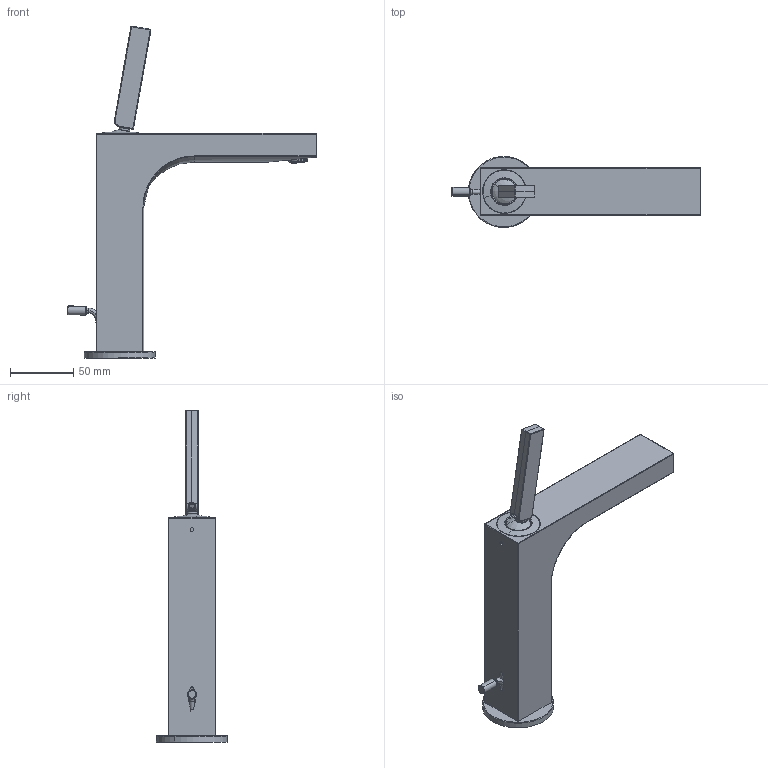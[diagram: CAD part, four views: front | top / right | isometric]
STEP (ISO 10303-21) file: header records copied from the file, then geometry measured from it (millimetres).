
FILE_DESCRIPTION(('CAx-IF Rec.Pracs.---Model Styling and Organization---1.2---2011-12-15','CAx-IF Rec.Pracs.---Geometric and Assembly Validation Properties---4.1---2014-06-16','CAx-IF Rec.Pracs.---PMI Polyline Presentation---2.0---2013-05-24'),'2;1');
FILE_NAME('1000073636_PPR_000.stp','2021-02-19T11:17:23+01:00',(''),(''),'STEP Interface 4.3 by CT CoreTechnologie','3D_Evolution4.3 by CT CoreTechnologie','');
FILE_SCHEMA(('AP203_CONFIGURATION_CONTROLLED_3D_DESIGN_OF_MECHANICAL_PARTS_AND_ASSEMBLIES_MIM_LF'));
Length unit declared in the file: millimetre
Products named in the file (11): P_2 AXM Citterio Waschtischmischer 1000073636_PPR_000_A1; P_2 Gk WTM Citterio 2 1000073655_PPA_000_A0; P_2 Abdeckring WTM Citterio 2 1000083316_PPA_000_A0; P_2 Gleitstueck WTM Citterio 2 1000083323_PPA_000_A0; P_2 Griff  AX Citterio 1000073658_PPA_000_A0; Gewindestift mit Zapfen DIN915-M6x6-A2 1000000103_PPA_000_A0; SR_SL_M24x1_CC_SSR_1,5gpm-lam_gruen 1000056184_PPA_000_A0; P_2 Zugst kpl WTM HWBM BDM Citterio (R02 1000073659_PPR_000_A1; P_2 Universalzugstange D4 gebogen 1000073664_PPA_000_A1; Zugknopf WTM, HWBM, BDM Citterio 1000002432_PPA_000_A0; P_2 Rosette WTM Citterio 2 1000073660_PPA_000_A0
Assembly tree (10 placements, depth 3):
  P_2 AXM Citterio Waschtischmischer 1000073636_PPR_000_A1
    P_2 Gk WTM Citterio 2 1000073655_PPA_000_A0
    P_2 Abdeckring WTM Citterio 2 1000083316_PPA_000_A0
    P_2 Gleitstueck WTM Citterio 2 1000083323_PPA_000_A0
    P_2 Griff  AX Citterio 1000073658_PPA_000_A0
    Gewindestift mit Zapfen DIN915-M6x6-A2 1000000103_PPA_000_A0
    SR_SL_M24x1_CC_SSR_1,5gpm-lam_gruen 1000056184_PPA_000_A0
    P_2 Zugst kpl WTM HWBM BDM Citterio (R02 1000073659_PPR_000_A1
      P_2 Universalzugstange D4 gebogen 1000073664_PPA_000_A1
      Zugknopf WTM, HWBM, BDM Citterio 1000002432_PPA_000_A0
    P_2 Rosette WTM Citterio 2 1000073660_PPA_000_A0
Bounding box: 196.68 x 55.98 x 261.73 mm (x, y, z)
Volume: 381119.3 mm3; surface area: 61908.6 mm2
Topology: 11 solids, 12 shells, 856 faces, 2154 edges, 1320 vertices
Faces by surface type: plane 321, bspline 297, cylinder 238
Entity records: 41512 total; most frequent: CARTESIAN_POINT 11425, ORIENTED_EDGE 4274, DIRECTION 4223, EDGE_CURVE 2137, AXIS2_PLACEMENT_3D 1566, VERTEX_POINT 1323, VECTOR 1091, LINE 1091
